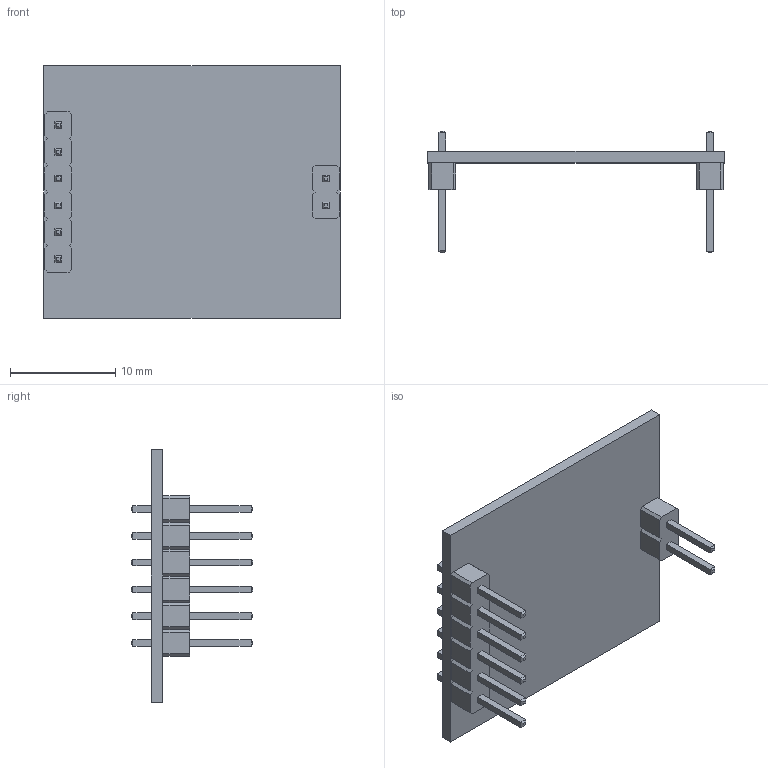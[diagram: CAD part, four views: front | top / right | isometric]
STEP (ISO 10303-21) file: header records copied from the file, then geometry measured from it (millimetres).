
FILE_DESCRIPTION(/* description */ (''),/* implementation_level */ '2;1');
FILE_NAME(/* name */ 'DFRobot-mmwave.step',/* time_stamp */ '2023-10-22T15:14:05+01:00',/* author */ (''),/* organization */ (''),/* preprocessor_version */ 'ST-DEVELOPER v19.2',/* originating_system */ 'Autodesk Translation Framework v12.6.0.85',/* authorisation */ '');
FILE_SCHEMA (('AUTOMOTIVE_DESIGN { 1 0 10303 214 3 1 1 }'));
Length unit declared in the file: millimetre
Products named in the file (3): mmWave; PinHeader_1x06_P2.54mm_Vertical; PinHeader_1x02_P2.54mm_Vertical
Assembly tree (2 placements, depth 2):
  mmWave
    PinHeader_1x06_P2.54mm_Vertical
    PinHeader_1x02_P2.54mm_Vertical
Bounding box: 28.1 x 11.54 x 24 mm (x, y, z)
Volume: 899.4 mm3; surface area: 1876.8 mm2
Topology: 3 solids, 3 shells, 206 faces, 488 edges, 304 vertices
Faces by surface type: plane 206
Entity records: 6020 total; most frequent: CARTESIAN_POINT 1003, ORIENTED_EDGE 976, DIRECTION 910, LINE 488, VECTOR 488, EDGE_CURVE 488, VERTEX_POINT 304, EDGE_LOOP 222
